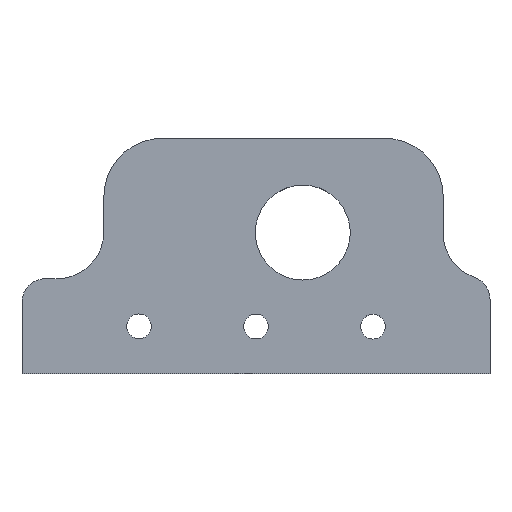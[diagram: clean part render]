
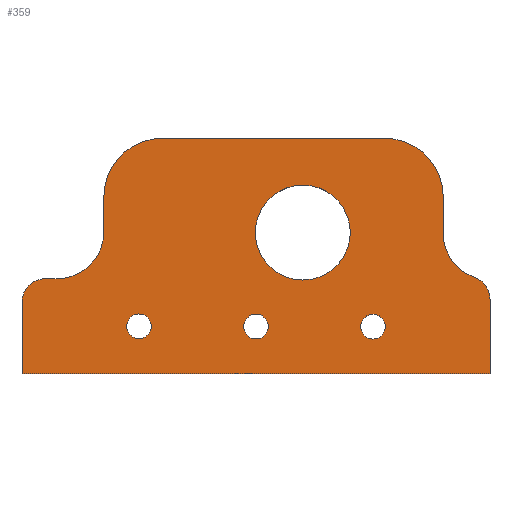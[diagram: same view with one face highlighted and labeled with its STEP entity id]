
A CAD part, top view. The second image highlights one B-rep face of the part: STEP entity #359.
In plain terms, the highlighted planar face has unit normal (0, 0, 1).
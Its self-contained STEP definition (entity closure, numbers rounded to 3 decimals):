
#15=FACE_BOUND('',#54,.T.);
#16=FACE_BOUND('',#55,.T.);
#17=FACE_BOUND('',#56,.T.);
#18=FACE_BOUND('',#57,.T.);
#24=PLANE('',#403);
#34=FACE_OUTER_BOUND('',#53,.T.);
#53=EDGE_LOOP('',(#253,#254,#255,#256,#257,#258,#259,#260,#261,#262,#263,
#264,#265));
#54=EDGE_LOOP('',(#266));
#55=EDGE_LOOP('',(#267));
#56=EDGE_LOOP('',(#268));
#57=EDGE_LOOP('',(#269));
#80=LINE('',#561,#111);
#83=LINE('',#569,#114);
#84=LINE('',#573,#115);
#85=LINE('',#577,#116);
#86=LINE('',#581,#117);
#87=LINE('',#585,#118);
#88=LINE('',#586,#119);
#111=VECTOR('',#450,10.);
#114=VECTOR('',#457,10.);
#115=VECTOR('',#460,10.);
#116=VECTOR('',#463,10.);
#117=VECTOR('',#466,10.);
#118=VECTOR('',#469,10.);
#119=VECTOR('',#470,10.);
#141=CIRCLE('',#401,5.);
#142=CIRCLE('',#404,10.);
#143=CIRCLE('',#405,12.5);
#144=CIRCLE('',#406,12.5);
#145=CIRCLE('',#407,10.);
#146=CIRCLE('',#408,5.);
#147=CIRCLE('',#409,2.65);
#148=CIRCLE('',#410,2.65);
#149=CIRCLE('',#411,2.65);
#150=CIRCLE('',#412,10.15);
#162=VERTEX_POINT('',#554);
#163=VERTEX_POINT('',#556);
#164=VERTEX_POINT('',#560);
#166=VERTEX_POINT('',#566);
#167=VERTEX_POINT('',#568);
#168=VERTEX_POINT('',#570);
#169=VERTEX_POINT('',#572);
#170=VERTEX_POINT('',#574);
#171=VERTEX_POINT('',#576);
#172=VERTEX_POINT('',#578);
#173=VERTEX_POINT('',#580);
#174=VERTEX_POINT('',#582);
#175=VERTEX_POINT('',#584);
#176=VERTEX_POINT('',#587);
#177=VERTEX_POINT('',#589);
#178=VERTEX_POINT('',#591);
#179=VERTEX_POINT('',#593);
#196=EDGE_CURVE('',#162,#163,#141,.T.);
#198=EDGE_CURVE('',#164,#163,#80,.T.);
#201=EDGE_CURVE('',#162,#166,#142,.T.);
#202=EDGE_CURVE('',#166,#167,#83,.T.);
#203=EDGE_CURVE('',#167,#168,#143,.T.);
#204=EDGE_CURVE('',#168,#169,#84,.T.);
#205=EDGE_CURVE('',#169,#170,#144,.T.);
#206=EDGE_CURVE('',#170,#171,#85,.T.);
#207=EDGE_CURVE('',#171,#172,#145,.T.);
#208=EDGE_CURVE('',#172,#173,#86,.T.);
#209=EDGE_CURVE('',#174,#173,#146,.T.);
#210=EDGE_CURVE('',#174,#175,#87,.T.);
#211=EDGE_CURVE('',#175,#164,#88,.T.);
#212=EDGE_CURVE('',#176,#176,#147,.T.);
#213=EDGE_CURVE('',#177,#177,#148,.T.);
#214=EDGE_CURVE('',#178,#178,#149,.T.);
#215=EDGE_CURVE('',#179,#179,#150,.T.);
#253=ORIENTED_EDGE('',*,*,#196,.F.);
#254=ORIENTED_EDGE('',*,*,#201,.T.);
#255=ORIENTED_EDGE('',*,*,#202,.T.);
#256=ORIENTED_EDGE('',*,*,#203,.T.);
#257=ORIENTED_EDGE('',*,*,#204,.T.);
#258=ORIENTED_EDGE('',*,*,#205,.T.);
#259=ORIENTED_EDGE('',*,*,#206,.T.);
#260=ORIENTED_EDGE('',*,*,#207,.T.);
#261=ORIENTED_EDGE('',*,*,#208,.T.);
#262=ORIENTED_EDGE('',*,*,#209,.F.);
#263=ORIENTED_EDGE('',*,*,#210,.T.);
#264=ORIENTED_EDGE('',*,*,#211,.T.);
#265=ORIENTED_EDGE('',*,*,#198,.T.);
#266=ORIENTED_EDGE('',*,*,#212,.T.);
#267=ORIENTED_EDGE('',*,*,#213,.T.);
#268=ORIENTED_EDGE('',*,*,#214,.T.);
#269=ORIENTED_EDGE('',*,*,#215,.T.);
#359=ADVANCED_FACE('',(#34,#15,#16,#17,#18),#24,.T.);
#401=AXIS2_PLACEMENT_3D('',#557,#445,#446);
#403=AXIS2_PLACEMENT_3D('',#565,#453,#454);
#404=AXIS2_PLACEMENT_3D('',#567,#455,#456);
#405=AXIS2_PLACEMENT_3D('',#571,#458,#459);
#406=AXIS2_PLACEMENT_3D('',#575,#461,#462);
#407=AXIS2_PLACEMENT_3D('',#579,#464,#465);
#408=AXIS2_PLACEMENT_3D('',#583,#467,#468);
#409=AXIS2_PLACEMENT_3D('',#588,#471,#472);
#410=AXIS2_PLACEMENT_3D('',#590,#473,#474);
#411=AXIS2_PLACEMENT_3D('',#592,#475,#476);
#412=AXIS2_PLACEMENT_3D('',#594,#477,#478);
#445=DIRECTION('center_axis',(0.,0.,-1.));
#446=DIRECTION('ref_axis',(0.816,0.577,0.));
#450=DIRECTION('',(0.,1.,0.));
#453=DIRECTION('center_axis',(0.,0.,1.));
#454=DIRECTION('ref_axis',(1.,0.,0.));
#455=DIRECTION('center_axis',(0.,0.,-1.));
#456=DIRECTION('ref_axis',(1.,0.,0.));
#457=DIRECTION('',(0.,1.,0.));
#458=DIRECTION('center_axis',(0.,0.,1.));
#459=DIRECTION('ref_axis',(1.,0.,0.));
#460=DIRECTION('',(-1.,0.,0.));
#461=DIRECTION('center_axis',(0.,0.,1.));
#462=DIRECTION('ref_axis',(0.,1.,0.));
#463=DIRECTION('',(0.,-1.,0.));
#464=DIRECTION('center_axis',(0.,0.,-1.));
#465=DIRECTION('ref_axis',(0.,1.,0.));
#466=DIRECTION('',(-1.,0.,0.));
#467=DIRECTION('center_axis',(0.,0.,-1.));
#468=DIRECTION('ref_axis',(-0.707,0.707,0.));
#469=DIRECTION('',(0.,-1.,0.));
#470=DIRECTION('',(1.,0.,0.));
#471=DIRECTION('center_axis',(0.,0.,-1.));
#472=DIRECTION('ref_axis',(-1.,0.,0.));
#473=DIRECTION('center_axis',(0.,0.,-1.));
#474=DIRECTION('ref_axis',(-1.,0.,0.));
#475=DIRECTION('center_axis',(0.,0.,-1.));
#476=DIRECTION('ref_axis',(-1.,0.,0.));
#477=DIRECTION('center_axis',(0.,0.,-1.));
#478=DIRECTION('ref_axis',(-1.,0.,0.));
#554=CARTESIAN_POINT('',(27.251,31.464,0.));
#556=CARTESIAN_POINT('',(30.584,26.75,0.));
#557=CARTESIAN_POINT('Origin',(25.584,26.75,0.));
#560=CARTESIAN_POINT('',(30.584,10.892,0.));
#561=CARTESIAN_POINT('',(30.584,10.892,0.));
#565=CARTESIAN_POINT('Origin',(-19.416,36.042,0.));
#566=CARTESIAN_POINT('',(20.584,40.892,0.));
#567=CARTESIAN_POINT('Origin',(30.584,40.892,0.));
#568=CARTESIAN_POINT('',(20.584,48.692,0.));
#569=CARTESIAN_POINT('',(20.584,40.892,0.));
#570=CARTESIAN_POINT('',(8.084,61.192,0.));
#571=CARTESIAN_POINT('Origin',(8.084,48.692,0.));
#572=CARTESIAN_POINT('',(-39.416,61.192,0.));
#573=CARTESIAN_POINT('',(8.084,61.192,0.));
#574=CARTESIAN_POINT('',(-51.916,48.692,0.));
#575=CARTESIAN_POINT('Origin',(-39.416,48.692,0.));
#576=CARTESIAN_POINT('',(-51.916,41.192,0.));
#577=CARTESIAN_POINT('',(-51.916,48.692,0.));
#578=CARTESIAN_POINT('',(-61.916,31.192,0.));
#579=CARTESIAN_POINT('Origin',(-61.916,41.192,0.));
#580=CARTESIAN_POINT('',(-64.416,31.192,0.));
#581=CARTESIAN_POINT('',(-61.916,31.192,0.));
#582=CARTESIAN_POINT('',(-69.416,26.192,0.));
#583=CARTESIAN_POINT('Origin',(-64.416,26.192,0.));
#584=CARTESIAN_POINT('',(-69.416,10.892,0.));
#585=CARTESIAN_POINT('',(-69.416,31.192,0.));
#586=CARTESIAN_POINT('',(-69.416,10.892,0.));
#587=CARTESIAN_POINT('',(-16.766,20.967,0.));
#588=CARTESIAN_POINT('Origin',(-19.416,20.967,0.));
#589=CARTESIAN_POINT('',(-41.766,21.005,0.));
#590=CARTESIAN_POINT('Origin',(-44.416,21.005,0.));
#591=CARTESIAN_POINT('',(8.234,20.93,0.));
#592=CARTESIAN_POINT('Origin',(5.584,20.93,0.));
#593=CARTESIAN_POINT('',(0.734,41.042,0.));
#594=CARTESIAN_POINT('Origin',(-9.416,41.042,0.));
